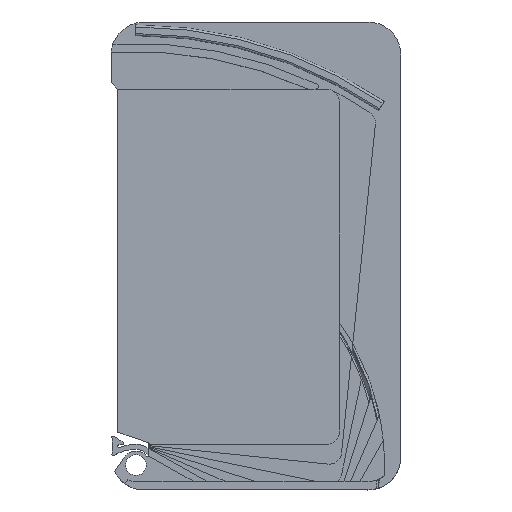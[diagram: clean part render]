
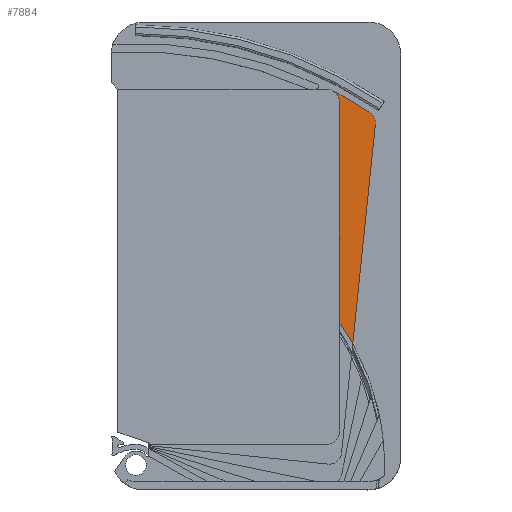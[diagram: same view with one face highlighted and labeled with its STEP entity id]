
A CAD part, top view. The second image highlights one B-rep face of the part: STEP entity #7884.
In plain terms, the highlighted planar face has unit normal (0, 0, 1).
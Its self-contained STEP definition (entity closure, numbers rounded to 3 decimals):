
#2752 = PLANE('',#2753);
#2753 = AXIS2_PLACEMENT_3D('',#2754,#2755,#2756);
#2754 = CARTESIAN_POINT('',(35.391,43.279,1.2));
#2755 = DIRECTION('',(0.,0.,1.));
#2756 = DIRECTION('',(1.,0.,0.));
#5191 = PLANE('',#5192);
#5192 = AXIS2_PLACEMENT_3D('',#5193,#5194,#5195);
#5193 = CARTESIAN_POINT('',(49.1,87.8,5.2));
#5194 = DIRECTION('',(-1.,0.,0.));
#5195 = DIRECTION('',(0.,-1.,0.));
#5371 = CYLINDRICAL_SURFACE('',#5372,3.);
#5372 = AXIS2_PLACEMENT_3D('',#5373,#5374,#5375);
#5373 = CARTESIAN_POINT('',(46.1,87.8,5.2));
#5374 = DIRECTION('',(0.,0.,1.));
#5375 = DIRECTION('',(1.,0.,0.));
#5764 = VERTEX_POINT('',#5765);
#5765 = CARTESIAN_POINT('',(47.495,90.456,1.2));
#5787 = EDGE_CURVE('',#5788,#5764,#5790,.T.);
#5788 = VERTEX_POINT('',#5789);
#5789 = CARTESIAN_POINT('',(56.491,85.128,1.2));
#5790 = SURFACE_CURVE('',#5791,(#5796,#5803),.PCURVE_S1.);
#5791 = CIRCLE('',#5792,102.167);
#5792 = AXIS2_PLACEMENT_3D('',#5793,#5794,#5795);
#5793 = CARTESIAN_POINT('',(0.,0.,1.2));
#5794 = DIRECTION('',(0.,0.,1.));
#5795 = DIRECTION('',(1.,0.,0.));
#5796 = PCURVE('',#2752,#5797);
#5797 = DEFINITIONAL_REPRESENTATION('',(#5798),#5802);
#5798 = CIRCLE('',#5799,102.167);
#5799 = AXIS2_PLACEMENT_2D('',#5800,#5801);
#5800 = CARTESIAN_POINT('',(-35.391,-43.279));
#5801 = DIRECTION('',(1.,0.));
#5802 = ( GEOMETRIC_REPRESENTATION_CONTEXT(2) 
PARAMETRIC_REPRESENTATION_CONTEXT() REPRESENTATION_CONTEXT('2D SPACE',''
  ) );
#5803 = PCURVE('',#5804,#5809);
#5804 = PLANE('',#5805);
#5805 = AXIS2_PLACEMENT_3D('',#5806,#5807,#5808);
#5806 = CARTESIAN_POINT('',(24.58,47.293,1.2));
#5807 = DIRECTION('',(0.,0.,1.));
#5808 = DIRECTION('',(1.,0.,0.));
#5809 = DEFINITIONAL_REPRESENTATION('',(#5810),#5814);
#5810 = CIRCLE('',#5811,102.167);
#5811 = AXIS2_PLACEMENT_2D('',#5812,#5813);
#5812 = CARTESIAN_POINT('',(-24.58,-47.293));
#5813 = DIRECTION('',(1.,0.));
#5814 = ( GEOMETRIC_REPRESENTATION_CONTEXT(2) 
PARAMETRIC_REPRESENTATION_CONTEXT() REPRESENTATION_CONTEXT('2D SPACE',''
  ) );
#5816 = EDGE_CURVE('',#5817,#5788,#5819,.T.);
#5817 = VERTEX_POINT('',#5818);
#5818 = CARTESIAN_POINT('',(57.817,82.322,1.2));
#5819 = SURFACE_CURVE('',#5820,(#5825,#5832),.PCURVE_S1.);
#5820 = CIRCLE('',#5821,3.);
#5821 = AXIS2_PLACEMENT_3D('',#5822,#5823,#5824);
#5822 = CARTESIAN_POINT('',(54.832,82.628,1.2));
#5823 = DIRECTION('',(0.,0.,1.));
#5824 = DIRECTION('',(1.,0.,0.));
#5825 = PCURVE('',#2752,#5826);
#5826 = DEFINITIONAL_REPRESENTATION('',(#5827),#5831);
#5827 = CIRCLE('',#5828,3.);
#5828 = AXIS2_PLACEMENT_2D('',#5829,#5830);
#5829 = CARTESIAN_POINT('',(19.441,39.35));
#5830 = DIRECTION('',(1.,0.));
#5831 = ( GEOMETRIC_REPRESENTATION_CONTEXT(2) 
PARAMETRIC_REPRESENTATION_CONTEXT() REPRESENTATION_CONTEXT('2D SPACE',''
  ) );
#5832 = PCURVE('',#5804,#5833);
#5833 = DEFINITIONAL_REPRESENTATION('',(#5834),#5838);
#5834 = CIRCLE('',#5835,3.);
#5835 = AXIS2_PLACEMENT_2D('',#5836,#5837);
#5836 = CARTESIAN_POINT('',(30.252,35.336));
#5837 = DIRECTION('',(1.,0.));
#5838 = ( GEOMETRIC_REPRESENTATION_CONTEXT(2) 
PARAMETRIC_REPRESENTATION_CONTEXT() REPRESENTATION_CONTEXT('2D SPACE',''
  ) );
#5840 = EDGE_CURVE('',#5841,#5817,#5843,.T.);
#5841 = VERTEX_POINT('',#5842);
#5842 = CARTESIAN_POINT('',(52.367,29.286,1.2));
#5843 = SURFACE_CURVE('',#5844,(#5848,#5855),.PCURVE_S1.);
#5844 = LINE('',#5845,#5846);
#5845 = CARTESIAN_POINT('',(49.661,2.94,1.2));
#5846 = VECTOR('',#5847,1.);
#5847 = DIRECTION('',(0.102,0.995,0.));
#5848 = PCURVE('',#2752,#5849);
#5849 = DEFINITIONAL_REPRESENTATION('',(#5850),#5854);
#5850 = LINE('',#5851,#5852);
#5851 = CARTESIAN_POINT('',(14.27,-40.339));
#5852 = VECTOR('',#5853,1.);
#5853 = DIRECTION('',(0.102,0.995));
#5854 = ( GEOMETRIC_REPRESENTATION_CONTEXT(2) 
PARAMETRIC_REPRESENTATION_CONTEXT() REPRESENTATION_CONTEXT('2D SPACE',''
  ) );
#5855 = PCURVE('',#5804,#5856);
#5856 = DEFINITIONAL_REPRESENTATION('',(#5857),#5861);
#5857 = LINE('',#5858,#5859);
#5858 = CARTESIAN_POINT('',(25.081,-44.353));
#5859 = VECTOR('',#5860,1.);
#5860 = DIRECTION('',(0.102,0.995));
#5861 = ( GEOMETRIC_REPRESENTATION_CONTEXT(2) 
PARAMETRIC_REPRESENTATION_CONTEXT() REPRESENTATION_CONTEXT('2D SPACE',''
  ) );
#7311 = VERTEX_POINT('',#7312);
#7312 = CARTESIAN_POINT('',(49.1,34.485,1.2));
#7326 = PLANE('',#7327);
#7327 = AXIS2_PLACEMENT_3D('',#7328,#7329,#7330);
#7328 = CARTESIAN_POINT('',(24.58,47.293,1.2));
#7329 = DIRECTION('',(0.,0.,1.));
#7330 = DIRECTION('',(1.,0.,0.));
#7338 = EDGE_CURVE('',#7311,#7339,#7341,.T.);
#7339 = VERTEX_POINT('',#7340);
#7340 = CARTESIAN_POINT('',(49.1,87.8,1.2));
#7341 = SURFACE_CURVE('',#7342,(#7346,#7353),.PCURVE_S1.);
#7342 = LINE('',#7343,#7344);
#7343 = CARTESIAN_POINT('',(49.1,67.546,1.2));
#7344 = VECTOR('',#7345,1.);
#7345 = DIRECTION('',(0.,1.,0.));
#7346 = PCURVE('',#5191,#7347);
#7347 = DEFINITIONAL_REPRESENTATION('',(#7348),#7352);
#7348 = LINE('',#7349,#7350);
#7349 = CARTESIAN_POINT('',(20.254,-4.));
#7350 = VECTOR('',#7351,1.);
#7351 = DIRECTION('',(-1.,0.));
#7352 = ( GEOMETRIC_REPRESENTATION_CONTEXT(2) 
PARAMETRIC_REPRESENTATION_CONTEXT() REPRESENTATION_CONTEXT('2D SPACE',''
  ) );
#7353 = PCURVE('',#5804,#7354);
#7354 = DEFINITIONAL_REPRESENTATION('',(#7355),#7359);
#7355 = LINE('',#7356,#7357);
#7356 = CARTESIAN_POINT('',(24.52,20.254));
#7357 = VECTOR('',#7358,1.);
#7358 = DIRECTION('',(0.,1.));
#7359 = ( GEOMETRIC_REPRESENTATION_CONTEXT(2) 
PARAMETRIC_REPRESENTATION_CONTEXT() REPRESENTATION_CONTEXT('2D SPACE',''
  ) );
#7492 = EDGE_CURVE('',#7339,#5764,#7493,.T.);
#7493 = SURFACE_CURVE('',#7494,(#7499,#7506),.PCURVE_S1.);
#7494 = CIRCLE('',#7495,3.);
#7495 = AXIS2_PLACEMENT_3D('',#7496,#7497,#7498);
#7496 = CARTESIAN_POINT('',(46.1,87.8,1.2));
#7497 = DIRECTION('',(0.,0.,1.));
#7498 = DIRECTION('',(1.,0.,0.));
#7499 = PCURVE('',#5371,#7500);
#7500 = DEFINITIONAL_REPRESENTATION('',(#7501),#7505);
#7501 = LINE('',#7502,#7503);
#7502 = CARTESIAN_POINT('',(0.,-4.));
#7503 = VECTOR('',#7504,1.);
#7504 = DIRECTION('',(1.,0.));
#7505 = ( GEOMETRIC_REPRESENTATION_CONTEXT(2) 
PARAMETRIC_REPRESENTATION_CONTEXT() REPRESENTATION_CONTEXT('2D SPACE',''
  ) );
#7506 = PCURVE('',#5804,#7507);
#7507 = DEFINITIONAL_REPRESENTATION('',(#7508),#7512);
#7508 = CIRCLE('',#7509,3.);
#7509 = AXIS2_PLACEMENT_2D('',#7510,#7511);
#7510 = CARTESIAN_POINT('',(21.52,40.507));
#7511 = DIRECTION('',(1.,0.));
#7512 = ( GEOMETRIC_REPRESENTATION_CONTEXT(2) 
PARAMETRIC_REPRESENTATION_CONTEXT() REPRESENTATION_CONTEXT('2D SPACE',''
  ) );
#7884 = ADVANCED_FACE('',(#7885),#5804,.T.);
#7885 = FACE_BOUND('',#7886,.T.);
#7886 = EDGE_LOOP('',(#7887,#7909,#7910,#7911,#7912,#7913));
#7887 = ORIENTED_EDGE('',*,*,#7888,.F.);
#7888 = EDGE_CURVE('',#5841,#7311,#7889,.T.);
#7889 = SURFACE_CURVE('',#7890,(#7895,#7902),.PCURVE_S1.);
#7890 = CIRCLE('',#7891,60.);
#7891 = AXIS2_PLACEMENT_3D('',#7892,#7893,#7894);
#7892 = CARTESIAN_POINT('',(0.,0.,1.2)
  );
#7893 = DIRECTION('',(0.,0.,1.));
#7894 = DIRECTION('',(1.,0.,0.));
#7895 = PCURVE('',#5804,#7896);
#7896 = DEFINITIONAL_REPRESENTATION('',(#7897),#7901);
#7897 = CIRCLE('',#7898,60.);
#7898 = AXIS2_PLACEMENT_2D('',#7899,#7900);
#7899 = CARTESIAN_POINT('',(-24.58,-47.293));
#7900 = DIRECTION('',(1.,0.));
#7901 = ( GEOMETRIC_REPRESENTATION_CONTEXT(2) 
PARAMETRIC_REPRESENTATION_CONTEXT() REPRESENTATION_CONTEXT('2D SPACE',''
  ) );
#7902 = PCURVE('',#7326,#7903);
#7903 = DEFINITIONAL_REPRESENTATION('',(#7904),#7908);
#7904 = CIRCLE('',#7905,60.);
#7905 = AXIS2_PLACEMENT_2D('',#7906,#7907);
#7906 = CARTESIAN_POINT('',(-24.58,-47.293));
#7907 = DIRECTION('',(1.,0.));
#7908 = ( GEOMETRIC_REPRESENTATION_CONTEXT(2) 
PARAMETRIC_REPRESENTATION_CONTEXT() REPRESENTATION_CONTEXT('2D SPACE',''
  ) );
#7909 = ORIENTED_EDGE('',*,*,#5840,.T.);
#7910 = ORIENTED_EDGE('',*,*,#5816,.T.);
#7911 = ORIENTED_EDGE('',*,*,#5787,.T.);
#7912 = ORIENTED_EDGE('',*,*,#7492,.F.);
#7913 = ORIENTED_EDGE('',*,*,#7338,.F.);
